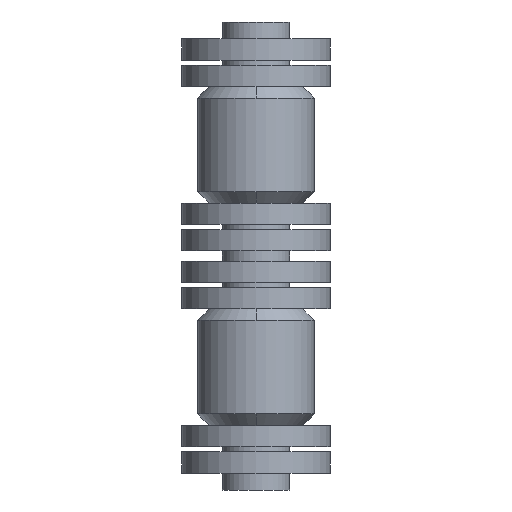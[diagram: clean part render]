
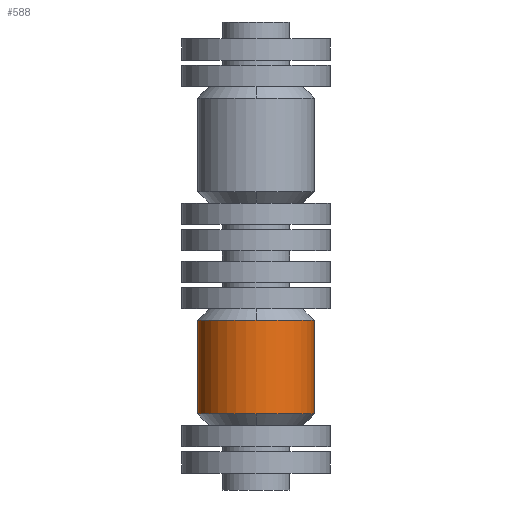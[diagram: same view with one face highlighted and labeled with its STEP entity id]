
A CAD part, front view. The second image highlights one B-rep face of the part: STEP entity #588.
In plain terms, the highlighted cylindrical face has radius 12.7 mm (diameter 25.4 mm), a partial arc.
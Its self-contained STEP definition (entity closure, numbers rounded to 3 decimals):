
#588=ADVANCED_FACE('',(#1839),#1840,.T.);
#1839=FACE_OUTER_BOUND('',#3183,.T.);
#1840=CYLINDRICAL_SURFACE('',#3184,12.7);
#3183=EDGE_LOOP('',(#7787,#7788,#7789,#7790,#7791,#7792));
#3184=AXIS2_PLACEMENT_3D('',#7793,#7794,#7795);
#7787=ORIENTED_EDGE('',*,*,#8635,.T.);
#7788=ORIENTED_EDGE('',*,*,#8649,.F.);
#7789=ORIENTED_EDGE('',*,*,#9922,.F.);
#7790=ORIENTED_EDGE('',*,*,#8638,.T.);
#7791=ORIENTED_EDGE('',*,*,#8644,.F.);
#7792=ORIENTED_EDGE('',*,*,#9923,.F.);
#7793=CARTESIAN_POINT('',(0.,0.0,-24.18));
#7794=DIRECTION('',(0.,0.0,-1.0));
#7795=DIRECTION('',(-1.0,0.0,0.));
#8635=EDGE_CURVE('',#10469,#10470,#10471,.T.);
#8638=EDGE_CURVE('',#10476,#10474,#10477,.T.);
#8644=EDGE_CURVE('',#10485,#10474,#10487,.T.);
#8649=EDGE_CURVE('',#10494,#10470,#10496,.T.);
#9922=EDGE_CURVE('',#10476,#10494,#12623,.T.);
#9923=EDGE_CURVE('',#10469,#10485,#12624,.T.);
#10469=VERTEX_POINT('',#13281);
#10470=VERTEX_POINT('',#13282);
#10471=LINE('',#13283,#13284);
#10474=VERTEX_POINT('',#13287);
#10476=VERTEX_POINT('',#13289);
#10477=LINE('',#13290,#13291);
#10485=VERTEX_POINT('',#13300);
#10487=CIRCLE('',#13303,12.7);
#10494=VERTEX_POINT('',#13311);
#10496=CIRCLE('',#13314,12.7);
#12623=CIRCLE('',#15855,12.7);
#12624=CIRCLE('',#15856,12.7);
#13281=CARTESIAN_POINT('',(-12.7,0.0,-14.02));
#13282=CARTESIAN_POINT('',(-12.7,0.0,-34.34));
#13283=CARTESIAN_POINT('',(-12.7,0.,-24.18));
#13284=VECTOR('',#16443,1.0);
#13287=CARTESIAN_POINT('',(12.7,0.,-14.02));
#13289=CARTESIAN_POINT('',(12.7,0.,-34.34));
#13290=CARTESIAN_POINT('',(12.7,0.,-24.18));
#13291=VECTOR('',#16450,1.0);
#13300=CARTESIAN_POINT('',(0.,-12.7,-14.02));
#13303=AXIS2_PLACEMENT_3D('',#16462,#16463,#16464);
#13311=CARTESIAN_POINT('',(0.,-12.7,-34.34));
#13314=AXIS2_PLACEMENT_3D('',#16473,#16474,#16475);
#15855=AXIS2_PLACEMENT_3D('',#19464,#19465,#19466);
#15856=AXIS2_PLACEMENT_3D('',#19467,#19468,#19469);
#16443=DIRECTION('',(0.,0.0,-1.0));
#16450=DIRECTION('',(0.,-0.0,1.0));
#16462=CARTESIAN_POINT('',(0.,0.0,-14.02));
#16463=DIRECTION('',(0.,0.0,1.0));
#16464=DIRECTION('',(-1.0,0.0,0.));
#16473=CARTESIAN_POINT('',(0.,0.0,-34.34));
#16474=DIRECTION('',(0.,0.0,-1.0));
#16475=DIRECTION('',(-1.0,0.0,0.));
#19464=CARTESIAN_POINT('',(0.,0.0,-34.34));
#19465=DIRECTION('',(0.,0.0,-1.0));
#19466=DIRECTION('',(-1.0,0.0,0.));
#19467=CARTESIAN_POINT('',(0.,0.0,-14.02));
#19468=DIRECTION('',(0.,0.0,1.0));
#19469=DIRECTION('',(-1.0,0.0,0.));
